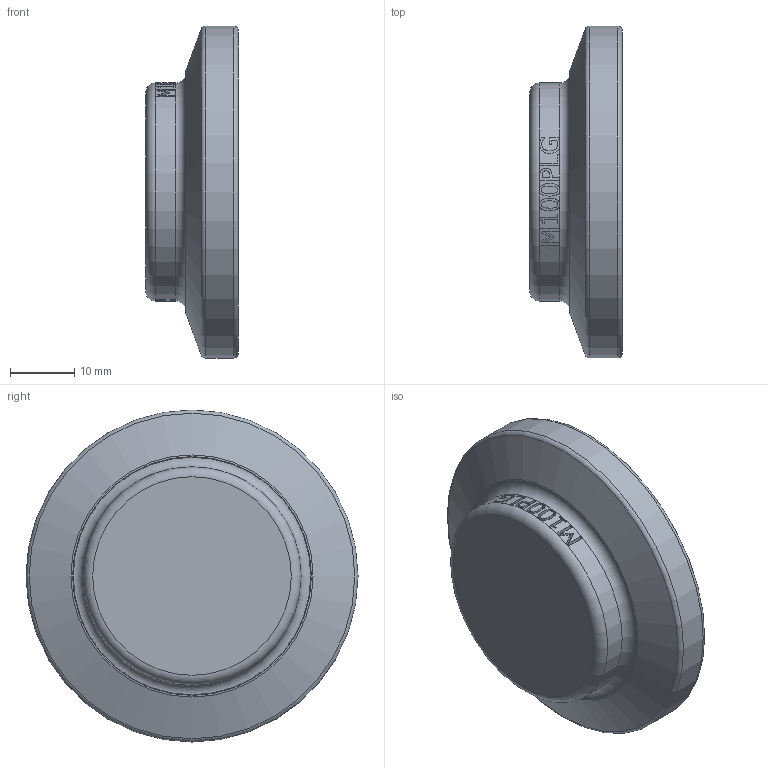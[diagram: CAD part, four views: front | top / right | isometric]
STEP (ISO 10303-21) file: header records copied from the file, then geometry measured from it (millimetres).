
FILE_DESCRIPTION(/* description */ ('1" Manifold Plug'),/* implementation_level */ '2;1');
FILE_NAME(/* name */ 'M100PLG.stp',/* time_stamp */ '2016-12-02T16:22:31-05:00',/* author */ ('DCT'),/* organization */ (''),/* preprocessor_version */ 'ST-DEVELOPER v16.5',/* originating_system */ 'Autodesk Inventor 2017',/* authorisation */ '');
FILE_SCHEMA (('AUTOMOTIVE_DESIGN { 1 0 10303 214 3 1 1 }'));
Length unit declared in the file: inch
Products named in the file (2): M100PLG; M100PLGU
Assembly tree (1 placements, depth 2):
  M100PLG
    M100PLGU
Bounding box: 14.48 x 51.82 x 51.82 mm (x, y, z)
Volume: 18428.6 mm3; surface area: 6286.2 mm2
Topology: 1 solids, 1 shells, 326 faces, 863 edges, 573 vertices
Faces by surface type: plane 172, bspline 112, cylinder 35, torus 6, cone 1
Full cylindrical faces by diameter (mm): 15.748 x1, 34.036 x1, 35.052 x1, 51.816 x1
Entity records: 12243 total; most frequent: CARTESIAN_POINT 4676, ORIENTED_EDGE 1704, DIRECTION 1293, EDGE_CURVE 852, VERTEX_POINT 573, AXIS2_PLACEMENT_3D 448, LINE 397, VECTOR 397
